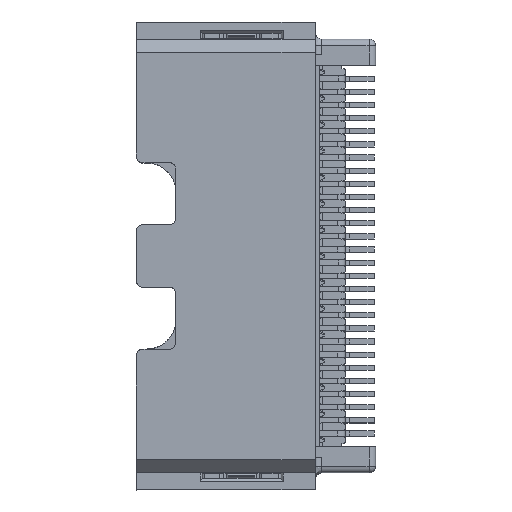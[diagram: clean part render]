
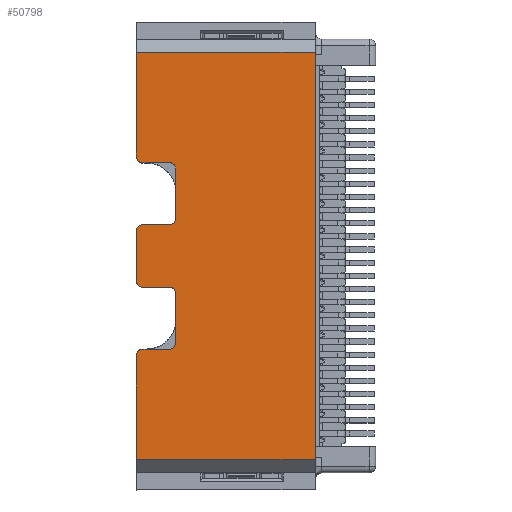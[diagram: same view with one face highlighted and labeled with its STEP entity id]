
A CAD part, top view. The second image highlights one B-rep face of the part: STEP entity #50798.
In plain terms, the highlighted planar face has unit normal (0, 0, 1).
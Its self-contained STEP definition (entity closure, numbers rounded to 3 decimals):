
#7245=CARTESIAN_POINT('',(2.5,58.367,11.279));
#7246=VERTEX_POINT('',#7245);
#7253=CARTESIAN_POINT('',(3.,58.867,11.279));
#7254=VERTEX_POINT('',#7253);
#7255=CARTESIAN_POINT('',(2.5,58.867,11.279));
#7256=DIRECTION('',(0.,-1.,0.));
#7257=DIRECTION('',(0.,0.,1.));
#7258=AXIS2_PLACEMENT_3D('',#7255,#7257,#7256);
#7259=CIRCLE('',#7258,0.5);
#7260=EDGE_CURVE('',#7246,#7254,#7259,.T.);
#7276=CARTESIAN_POINT('',(0.5,58.367,11.279));
#7277=VERTEX_POINT('',#7276);
#7278=CARTESIAN_POINT('',(0.5,58.367,11.279));
#7279=DIRECTION('',(1.,0.,0.));
#7280=VECTOR('',#7279,2.);
#7281=LINE('',#7278,#7280);
#7282=EDGE_CURVE('',#7277,#7246,#7281,.T.);
#7308=CARTESIAN_POINT('',(0.,57.867,11.279));
#7309=VERTEX_POINT('',#7308);
#7310=CARTESIAN_POINT('',(0.5,57.867,11.279));
#7311=DIRECTION('',(-1.,0.,0.));
#7312=DIRECTION('',(0.,0.,-1.));
#7313=AXIS2_PLACEMENT_3D('',#7310,#7312,#7311);
#7314=CIRCLE('',#7313,0.5);
#7315=EDGE_CURVE('',#7309,#7277,#7314,.T.);
#7344=CARTESIAN_POINT('',(0.,54.117,11.279));
#7345=VERTEX_POINT('',#7344);
#7352=CARTESIAN_POINT('',(0.,54.117,11.279));
#7353=DIRECTION('',(0.,1.,0.));
#7354=VECTOR('',#7353,3.75);
#7355=LINE('',#7352,#7354);
#7356=EDGE_CURVE('',#7345,#7309,#7355,.T.);
#7396=CARTESIAN_POINT('',(0.5,53.617,11.279));
#7397=VERTEX_POINT('',#7396);
#7398=CARTESIAN_POINT('',(0.5,54.117,11.279));
#7399=DIRECTION('',(0.,-1.,0.));
#7400=DIRECTION('',(0.,0.,-1.));
#7401=AXIS2_PLACEMENT_3D('',#7398,#7400,#7399);
#7402=CIRCLE('',#7401,0.5);
#7403=EDGE_CURVE('',#7397,#7345,#7402,.T.);
#7430=CARTESIAN_POINT('',(2.5,53.617,11.279));
#7431=VERTEX_POINT('',#7430);
#7438=CARTESIAN_POINT('',(2.5,53.617,11.279));
#7439=DIRECTION('',(-1.,0.,0.));
#7440=VECTOR('',#7439,2.);
#7441=LINE('',#7438,#7440);
#7442=EDGE_CURVE('',#7431,#7397,#7441,.T.);
#7460=CARTESIAN_POINT('',(3.,53.117,11.279));
#7461=VERTEX_POINT('',#7460);
#7468=CARTESIAN_POINT('',(2.5,53.117,11.279));
#7469=DIRECTION('',(1.,0.,0.));
#7470=DIRECTION('',(0.,0.,1.));
#7471=AXIS2_PLACEMENT_3D('',#7468,#7470,#7469);
#7472=CIRCLE('',#7471,0.5);
#7473=EDGE_CURVE('',#7461,#7431,#7472,.T.);
#12153=CARTESIAN_POINT('',(3.,62.592,11.279));
#12154=VERTEX_POINT('',#12153);
#12155=CARTESIAN_POINT('',(2.5,63.092,11.279));
#12156=VERTEX_POINT('',#12155);
#12157=CARTESIAN_POINT('',(2.5,62.592,11.279));
#12158=DIRECTION('',(1.,0.,0.));
#12159=DIRECTION('',(0.,0.,1.));
#12160=AXIS2_PLACEMENT_3D('',#12157,#12159,#12158);
#12161=CIRCLE('',#12160,0.5);
#12162=EDGE_CURVE('',#12154,#12156,#12161,.T.);
#12198=CARTESIAN_POINT('',(3.,58.867,11.279));
#12199=DIRECTION('',(0.,1.,0.));
#12200=VECTOR('',#12199,3.725);
#12201=LINE('',#12198,#12200);
#12202=EDGE_CURVE('',#7254,#12154,#12201,.T.);
#12323=CARTESIAN_POINT('',(3.,49.392,11.279));
#12324=VERTEX_POINT('',#12323);
#12325=CARTESIAN_POINT('',(3.,49.392,11.279));
#12326=DIRECTION('',(0.,1.,0.));
#12327=VECTOR('',#12326,3.725);
#12328=LINE('',#12325,#12327);
#12329=EDGE_CURVE('',#12324,#7461,#12328,.T.);
#12374=CARTESIAN_POINT('',(2.5,48.892,11.279));
#12375=VERTEX_POINT('',#12374);
#12376=CARTESIAN_POINT('',(2.5,49.392,11.279));
#12377=DIRECTION('',(0.,-1.,0.));
#12378=DIRECTION('',(0.,0.,1.));
#12379=AXIS2_PLACEMENT_3D('',#12376,#12378,#12377);
#12380=CIRCLE('',#12379,0.5);
#12381=EDGE_CURVE('',#12375,#12324,#12380,.T.);
#12504=CARTESIAN_POINT('',(0.5,48.892,11.279));
#12505=VERTEX_POINT('',#12504);
#12512=CARTESIAN_POINT('',(0.5,48.892,11.279));
#12513=DIRECTION('',(1.,0.,0.));
#12514=VECTOR('',#12513,2.);
#12515=LINE('',#12512,#12514);
#12516=EDGE_CURVE('',#12505,#12375,#12515,.T.);
#12551=CARTESIAN_POINT('',(0.5,63.092,11.279));
#12552=VERTEX_POINT('',#12551);
#12553=CARTESIAN_POINT('',(2.5,63.092,11.279));
#12554=DIRECTION('',(-1.,0.,0.));
#12555=VECTOR('',#12554,2.);
#12556=LINE('',#12553,#12555);
#12557=EDGE_CURVE('',#12156,#12552,#12556,.T.);
#12789=CARTESIAN_POINT('',(0.,63.592,11.279));
#12790=VERTEX_POINT('',#12789);
#12808=CARTESIAN_POINT('',(0.5,63.592,11.279));
#12809=DIRECTION('',(0.,-1.,0.));
#12810=DIRECTION('',(0.,0.,-1.));
#12811=AXIS2_PLACEMENT_3D('',#12808,#12810,#12809);
#12812=CIRCLE('',#12811,0.5);
#12813=EDGE_CURVE('',#12552,#12790,#12812,.T.);
#12834=CARTESIAN_POINT('',(0.,48.392,11.279));
#12835=VERTEX_POINT('',#12834);
#12842=CARTESIAN_POINT('',(0.5,48.392,11.279));
#12843=DIRECTION('',(-1.,0.,0.));
#12844=DIRECTION('',(0.,0.,-1.));
#12845=AXIS2_PLACEMENT_3D('',#12842,#12844,#12843);
#12846=CIRCLE('',#12845,0.5);
#12847=EDGE_CURVE('',#12835,#12505,#12846,.T.);
#50738=CARTESIAN_POINT('',(6.8,55.992,11.279));
#50739=DIRECTION('',(0.,1.,0.));
#50740=DIRECTION('',(0.,0.,1.));
#50741=AXIS2_PLACEMENT_3D('',#50738,#50740,#50739);
#50742=PLANE('',#50741);
#50743=ORIENTED_EDGE('',*,*,#12162,.F.);
#50744=ORIENTED_EDGE('',*,*,#12202,.F.);
#50745=ORIENTED_EDGE('',*,*,#7260,.F.);
#50746=ORIENTED_EDGE('',*,*,#7282,.F.);
#50747=ORIENTED_EDGE('',*,*,#7315,.F.);
#50748=ORIENTED_EDGE('',*,*,#7356,.F.);
#50749=ORIENTED_EDGE('',*,*,#7403,.F.);
#50750=ORIENTED_EDGE('',*,*,#7442,.F.);
#50751=ORIENTED_EDGE('',*,*,#7473,.F.);
#50752=ORIENTED_EDGE('',*,*,#12329,.F.);
#50753=ORIENTED_EDGE('',*,*,#12381,.F.);
#50754=ORIENTED_EDGE('',*,*,#12516,.F.);
#50755=ORIENTED_EDGE('',*,*,#12847,.F.);
#50756=CARTESIAN_POINT('',(0.,40.492,11.279));
#50757=VERTEX_POINT('',#50756);
#50758=CARTESIAN_POINT('',(0.,48.392,11.279));
#50759=DIRECTION('',(0.,-1.,0.));
#50760=VECTOR('',#50759,7.9);
#50761=LINE('',#50758,#50760);
#50762=EDGE_CURVE('',#12835,#50757,#50761,.T.);
#50763=ORIENTED_EDGE('',*,*,#50762,.T.);
#50764=CARTESIAN_POINT('',(13.6,40.492,11.279));
#50765=VERTEX_POINT('',#50764);
#50766=CARTESIAN_POINT('',(0.,40.492,11.279));
#50767=DIRECTION('',(1.,0.,0.));
#50768=VECTOR('',#50767,13.6);
#50769=LINE('',#50766,#50768);
#50770=EDGE_CURVE('',#50757,#50765,#50769,.T.);
#50771=ORIENTED_EDGE('',*,*,#50770,.T.);
#50772=CARTESIAN_POINT('',(13.6,71.492,11.279));
#50773=VERTEX_POINT('',#50772);
#50774=CARTESIAN_POINT('',(13.6,40.492,11.279));
#50775=DIRECTION('',(0.,1.,0.));
#50776=VECTOR('',#50775,31.);
#50777=LINE('',#50774,#50776);
#50778=EDGE_CURVE('',#50765,#50773,#50777,.T.);
#50779=ORIENTED_EDGE('',*,*,#50778,.T.);
#50780=CARTESIAN_POINT('',(0.,71.492,11.279));
#50781=VERTEX_POINT('',#50780);
#50782=CARTESIAN_POINT('',(13.6,71.492,11.279));
#50783=DIRECTION('',(-1.,0.,0.));
#50784=VECTOR('',#50783,13.6);
#50785=LINE('',#50782,#50784);
#50786=EDGE_CURVE('',#50773,#50781,#50785,.T.);
#50787=ORIENTED_EDGE('',*,*,#50786,.T.);
#50788=CARTESIAN_POINT('',(0.,63.592,11.279));
#50789=DIRECTION('',(0.,1.,0.));
#50790=VECTOR('',#50789,7.9);
#50791=LINE('',#50788,#50790);
#50792=EDGE_CURVE('',#12790,#50781,#50791,.T.);
#50793=ORIENTED_EDGE('',*,*,#50792,.F.);
#50794=ORIENTED_EDGE('',*,*,#12813,.F.);
#50795=ORIENTED_EDGE('',*,*,#12557,.F.);
#50796=EDGE_LOOP('',(#50743,#50744,#50745,#50746,#50747,#50748,#50749,#50750,#50751,#50752,#50753,#50754,#50755,#50763,#50771,#50779,#50787,#50793,#50794,#50795));
#50797=FACE_OUTER_BOUND('',#50796,.T.);
#50798=ADVANCED_FACE('',(#50797),#50742,.T.);
